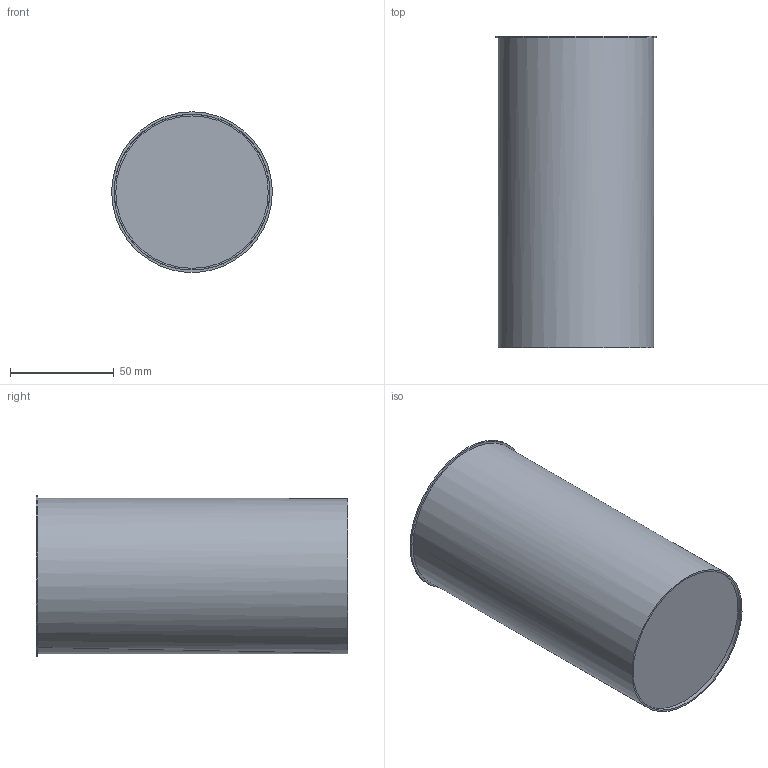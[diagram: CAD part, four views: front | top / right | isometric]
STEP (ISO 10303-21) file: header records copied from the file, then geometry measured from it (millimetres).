
FILE_DESCRIPTION (( 'STEP AP203' ), '1' );
FILE_NAME ('0507553000 outline drawing.STEP', '2014-06-27T07:34:02', ( '' ), ( '' ), 'SwSTEP 2.0', 'SolidWorks 2012', '' );
FILE_SCHEMA (( 'CONFIG_CONTROL_DESIGN' ));
Length unit declared in the file: millimetre
Products named in the file (1): 0507553000 outline drawing
Bounding box: 77.37 x 150 x 77.28 mm (x, y, z)
Volume: 645984 mm3; surface area: 45681.6 mm2
Topology: 1 solids, 1 shells, 12 faces, 20 edges, 12 vertices
Faces by surface type: cylinder 6, plane 6
Full cylindrical faces by diameter (mm): 73.4 x2
Entity records: 351 total; most frequent: CARTESIAN_POINT 55, DIRECTION 52, ORIENTED_EDGE 36, AXIS2_PLACEMENT_3D 25, EDGE_CURVE 18, EDGE_LOOP 16, FACE_OUTER_BOUND 14, ADVANCED_FACE 12
